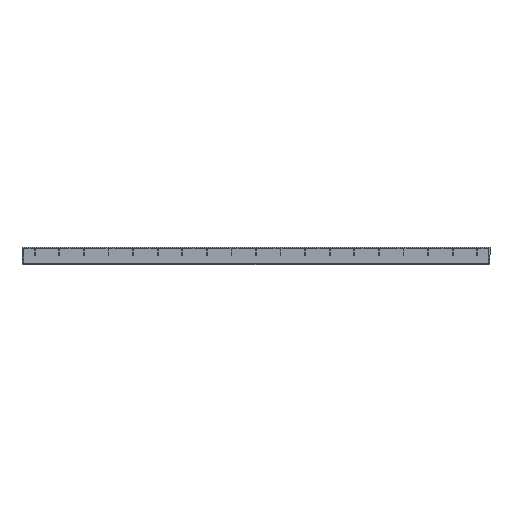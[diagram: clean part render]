
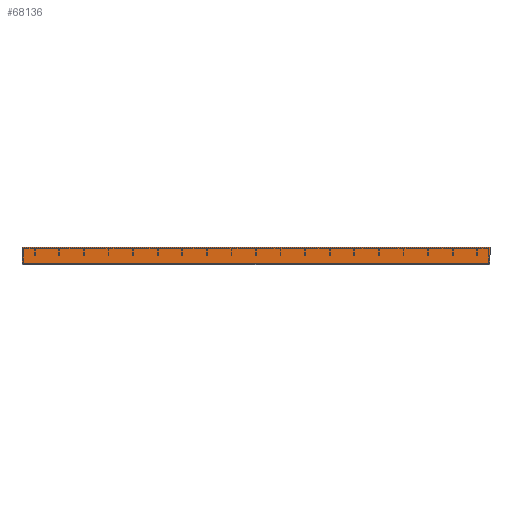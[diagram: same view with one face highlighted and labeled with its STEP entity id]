
A CAD part, top view. The second image highlights one B-rep face of the part: STEP entity #68136.
In plain terms, the highlighted planar face has unit normal (0, 0, 1).
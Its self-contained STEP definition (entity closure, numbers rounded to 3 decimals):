
#1186 = CARTESIAN_POINT ( 'NONE',  ( 590., 10., 0. ) ) ;
#1361 = ORIENTED_EDGE ( 'NONE', *, *, #71342, .T. ) ;
#3440 = ORIENTED_EDGE ( 'NONE', *, *, #5483, .F. ) ;
#5028 = VECTOR ( 'NONE', #37309, 1000. ) ;
#5483 = EDGE_CURVE ( 'NONE', #96698, #31801, #98954, .T. ) ;
#12292 = FACE_OUTER_BOUND ( 'NONE', #87641, .T. ) ;
#12830 = VECTOR ( 'NONE', #18261, 1000. ) ;
#18261 = DIRECTION ( 'NONE',  ( -1., 0., 0. ) ) ;
#19119 = CARTESIAN_POINT ( 'NONE',  ( 590., 10., 0. ) ) ;
#19547 = CARTESIAN_POINT ( 'NONE',  ( 590., 10., 0. ) ) ;
#22631 = CARTESIAN_POINT ( 'NONE',  ( 0., 10., 0. ) ) ;
#23394 = CARTESIAN_POINT ( 'NONE',  ( 590., -10., 0. ) ) ;
#24046 = DIRECTION ( 'NONE',  ( 0., -1., 0. ) ) ;
#27227 = DIRECTION ( 'NONE',  ( 0., 1., 0. ) ) ;
#29226 = LINE ( 'NONE', #66531, #12830 ) ;
#30753 = EDGE_CURVE ( 'NONE', #67824, #96698, #57657, .T. ) ;
#31801 = VERTEX_POINT ( 'NONE', #22631 ) ;
#32578 = VERTEX_POINT ( 'NONE', #19547 ) ;
#35267 = CARTESIAN_POINT ( 'NONE',  ( 0., -3.333, 0. ) ) ;
#36186 = EDGE_CURVE ( 'NONE', #32578, #67824, #67177, .T. ) ;
#36637 = ORIENTED_EDGE ( 'NONE', *, *, #36186, .F. ) ;
#37309 = DIRECTION ( 'NONE',  ( -1., 0., 0. ) ) ;
#53420 = VECTOR ( 'NONE', #24046, 1000. ) ;
#53889 = CARTESIAN_POINT ( 'NONE',  ( 0., -10., 0. ) ) ;
#54325 = ORIENTED_EDGE ( 'NONE', *, *, #30753, .F. ) ;
#57657 = LINE ( 'NONE', #101032, #5028 ) ;
#57941 = CARTESIAN_POINT ( 'NONE',  ( 0., -10., 0. ) ) ;
#58627 = DIRECTION ( 'NONE',  ( 0., 0., -1. ) ) ;
#66531 = CARTESIAN_POINT ( 'NONE',  ( 590., 10., 0. ) ) ;
#67031 = PLANE ( 'NONE',  #96257 ) ;
#67177 = LINE ( 'NONE', #1186, #53420 ) ;
#67824 = VERTEX_POINT ( 'NONE', #23394 ) ;
#68136 = ADVANCED_FACE ( 'NONE', ( #12292 ), #67031, .F. ) ;
#71342 = EDGE_CURVE ( 'NONE', #32578, #31801, #29226, .T. ) ;
#82775 = CARTESIAN_POINT ( 'NONE',  ( 0., 10., 0. ) ) ;
#87641 = EDGE_LOOP ( 'NONE', ( #1361, #3440, #54325, #36637 ) ) ;
#90528 = CARTESIAN_POINT ( 'NONE',  ( 0., 3.333, 0. ) ) ;
#96257 = AXIS2_PLACEMENT_3D ( 'NONE', #19119, #58627, #27227 ) ;
#96698 = VERTEX_POINT ( 'NONE', #53889 ) ;
#98954 = B_SPLINE_CURVE_WITH_KNOTS ( 'NONE', 3,
 ( #57941, #35267, #90528, #82775 ),
 .UNSPECIFIED., .F., .F.,
 ( 4, 4 ),
 ( 0., 1. ),
 .UNSPECIFIED. ) ;
#101032 = CARTESIAN_POINT ( 'NONE',  ( 590., -10., 0. ) ) ;
